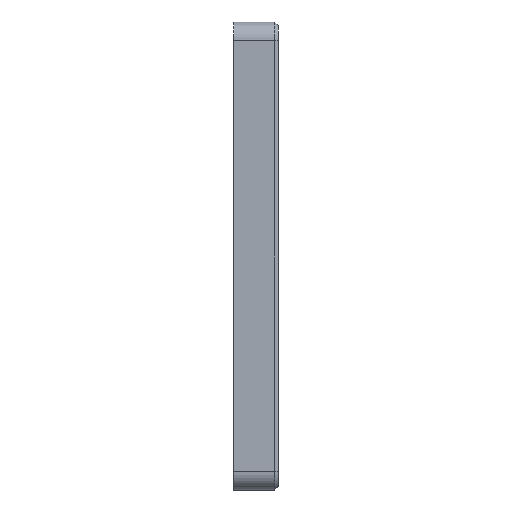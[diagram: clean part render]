
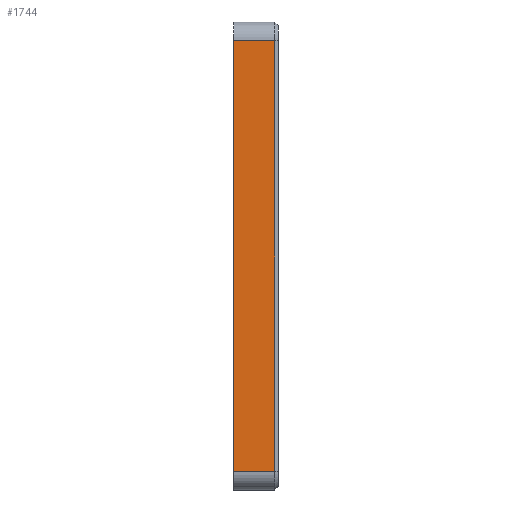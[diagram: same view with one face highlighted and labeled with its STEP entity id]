
A CAD part, left-side view. The second image highlights one B-rep face of the part: STEP entity #1744.
In plain terms, the highlighted planar face has unit normal (-1, 0, 0).
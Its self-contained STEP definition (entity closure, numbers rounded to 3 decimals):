
#121=PLANE('',#1947);
#177=FACE_OUTER_BOUND('',#342,.T.);
#342=EDGE_LOOP('',(#1390,#1391,#1392,#1393));
#445=LINE('',#2670,#556);
#490=LINE('',#2980,#601);
#495=LINE('',#2994,#606);
#496=LINE('',#2995,#607);
#556=VECTOR('',#2094,10.);
#601=VECTOR('',#2331,10.);
#606=VECTOR('',#2350,5.);
#607=VECTOR('',#2351,10.);
#798=VERTEX_POINT('',#2667);
#799=VERTEX_POINT('',#2669);
#893=VERTEX_POINT('',#2974);
#894=VERTEX_POINT('',#2978);
#953=EDGE_CURVE('',#799,#798,#445,.T.);
#1075=EDGE_CURVE('',#894,#893,#490,.T.);
#1082=EDGE_CURVE('',#799,#894,#495,.T.);
#1083=EDGE_CURVE('',#893,#798,#496,.T.);
#1390=ORIENTED_EDGE('',*,*,#1075,.F.);
#1391=ORIENTED_EDGE('',*,*,#1082,.F.);
#1392=ORIENTED_EDGE('',*,*,#953,.T.);
#1393=ORIENTED_EDGE('',*,*,#1083,.F.);
#1744=ADVANCED_FACE('',(#177),#121,.T.);
#1947=AXIS2_PLACEMENT_3D('',#2993,#2348,#2349);
#2094=DIRECTION('',(0.,0.,-1.));
#2331=DIRECTION('',(0.,0.,-1.));
#2348=DIRECTION('center_axis',(-1.,0.,0.));
#2349=DIRECTION('ref_axis',(0.,0.,
-1.));
#2350=DIRECTION('',(0.,-1.,0.));
#2351=DIRECTION('',(0.,1.,0.));
#2667=CARTESIAN_POINT('',(-72.5,130.,115.));
#2669=CARTESIAN_POINT('',(-72.5,130.,230.));
#2670=CARTESIAN_POINT('',(-72.5,130.,235.));
#2974=CARTESIAN_POINT('',(-72.5,119.,115.));
#2978=CARTESIAN_POINT('',(-72.5,119.,230.));
#2980=CARTESIAN_POINT('',(-72.5,119.,151.25));
#2993=CARTESIAN_POINT('Origin',(-72.5,130.,130.));
#2994=CARTESIAN_POINT('',(-72.5,130.,230.));
#2995=CARTESIAN_POINT('',(-72.5,130.,115.));
